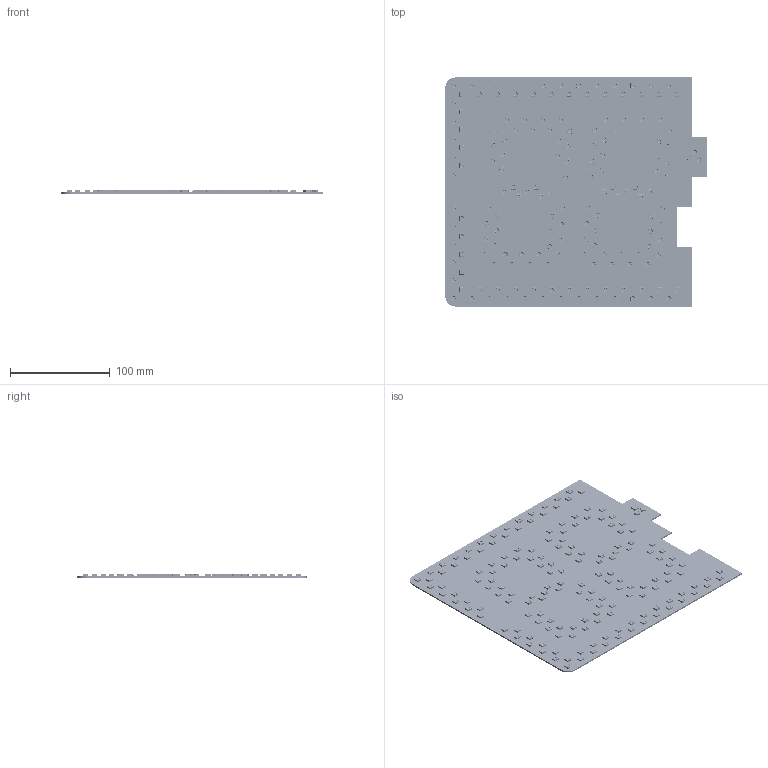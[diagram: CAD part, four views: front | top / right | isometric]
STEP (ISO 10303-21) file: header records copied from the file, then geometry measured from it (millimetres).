
FILE_DESCRIPTION(('KiCad electronic assembly'),'2;1');
FILE_NAME('ArenaTimer.step','2024-11-30T19:57:34',('Pcbnew'),('Kicad'), 'Open CASCADE STEP processor 7.8','KiCad to STEP converter','Unknown' );
FILE_SCHEMA(('AUTOMOTIVE_DESIGN { 1 0 10303 214 1 1 1 1 }'));
Length unit declared in the file: millimetre
Products named in the file (4): ArenaTimer 1; LED_WS2812B_PLCC4_5.0x5.0mm_P3.2mm; LED_WS2812B_PLCC4_50x50mm_P32mm; ArenaTimer_PCB
Assembly tree (173 placements, depth 3):
  ArenaTimer 1
    LED_WS2812B_PLCC4_5.0x5.0mm_P3.2mm  x171
      LED_WS2812B_PLCC4_50x50mm_P32mm
    ArenaTimer_PCB
Bounding box: 262.28 x 230 x 3.25 mm (x, y, z)
Volume: 96783.5 mm3; surface area: 130875.7 mm2
Topology: 172 solids, 172 shells, 11648 faces, 34425 edges, 22608 vertices
Faces by surface type: plane 7713, cylinder 3764, cone 171
Full cylindrical faces by diameter (mm): 3.333 x171
Entity records: 4802 total; most frequent: DIRECTION 823, CARTESIAN_POINT 685, ORIENTED_EDGE 510, AXIS2_PLACEMENT_3D 306, EDGE_CURVE 255, LINE 211, VECTOR 211, PRODUCT_DEFINITION_SHAPE 177
